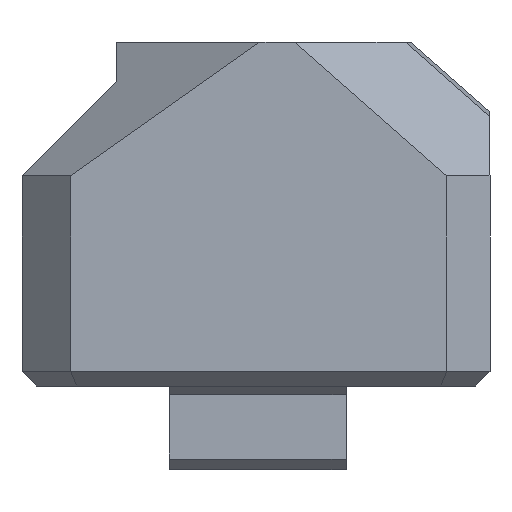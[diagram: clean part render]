
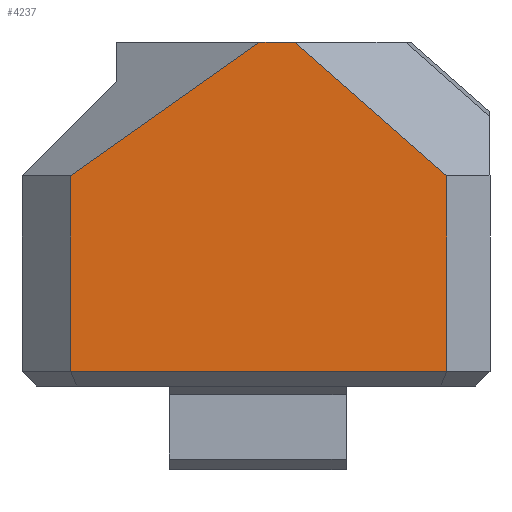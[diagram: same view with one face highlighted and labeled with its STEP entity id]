
A CAD part, left-side view. The second image highlights one B-rep face of the part: STEP entity #4237.
In plain terms, the highlighted planar face has unit normal (-1, 0, 0).
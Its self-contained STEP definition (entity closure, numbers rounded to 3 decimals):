
#3381=CARTESIAN_POINT('',(-17.101,-7.785,26.416));
#3382=VERTEX_POINT('',#3381);
#3389=CARTESIAN_POINT('',(-17.101,-9.662,26.416));
#3390=VERTEX_POINT('',#3389);
#3391=CARTESIAN_POINT('',(-17.101,-9.662,26.416));
#3392=DIRECTION('',(0.,1.,0.));
#3393=VECTOR('',#3392,1.877);
#3394=LINE('',#3391,#3393);
#3395=EDGE_CURVE('',#3390,#3382,#3394,.T.);
#4107=CARTESIAN_POINT('',(-17.101,-17.954,19.136));
#4108=VERTEX_POINT('',#4107);
#4109=CARTESIAN_POINT('',(-17.101,-17.954,19.136));
#4110=DIRECTION('',(0.,0.751,0.66));
#4111=VECTOR('',#4110,11.034);
#4112=LINE('',#4109,#4111);
#4113=EDGE_CURVE('',#4108,#3390,#4112,.T.);
#4131=CARTESIAN_POINT('',(-17.101,-17.954,8.506));
#4132=VERTEX_POINT('',#4131);
#4133=CARTESIAN_POINT('',(-17.101,-17.954,8.506));
#4134=DIRECTION('',(0.,0.,1.));
#4135=VECTOR('',#4134,10.63);
#4136=LINE('',#4133,#4135);
#4137=EDGE_CURVE('',#4132,#4108,#4136,.T.);
#4154=CARTESIAN_POINT('',(-17.101,2.511,8.506));
#4155=VERTEX_POINT('',#4154);
#4200=CARTESIAN_POINT('',(-17.101,2.511,8.506));
#4201=DIRECTION('',(-0.,-1.,0.));
#4202=VECTOR('',#4201,20.465);
#4203=LINE('',#4200,#4202);
#4204=EDGE_CURVE('',#4155,#4132,#4203,.T.);
#4212=CARTESIAN_POINT('',(-17.101,0.723,9.806));
#4213=DIRECTION('',(-1.,0.,0.));
#4214=DIRECTION('',(-0.,-1.,0.));
#4215=AXIS2_PLACEMENT_3D('',#4212,#4213,#4214);
#4216=PLANE('',#4215);
#4217=ORIENTED_EDGE('',*,*,#3395,.T.);
#4218=CARTESIAN_POINT('',(-17.101,2.511,19.136));
#4219=VERTEX_POINT('',#4218);
#4220=CARTESIAN_POINT('',(-17.101,2.511,19.136));
#4221=DIRECTION('',(-0.,-0.816,0.577));
#4222=VECTOR('',#4221,12.61);
#4223=LINE('',#4220,#4222);
#4224=EDGE_CURVE('',#4219,#3382,#4223,.T.);
#4225=ORIENTED_EDGE('',*,*,#4224,.F.);
#4226=CARTESIAN_POINT('',(-17.101,2.511,8.506));
#4227=DIRECTION('',(0.,0.,1.));
#4228=VECTOR('',#4227,10.63);
#4229=LINE('',#4226,#4228);
#4230=EDGE_CURVE('',#4155,#4219,#4229,.T.);
#4231=ORIENTED_EDGE('',*,*,#4230,.F.);
#4232=ORIENTED_EDGE('',*,*,#4204,.T.);
#4233=ORIENTED_EDGE('',*,*,#4137,.T.);
#4234=ORIENTED_EDGE('',*,*,#4113,.T.);
#4235=EDGE_LOOP('',(#4217,#4225,#4231,#4232,#4233,#4234));
#4236=FACE_BOUND('',#4235,.T.);
#4237=ADVANCED_FACE('',(#4236),#4216,.T.);
